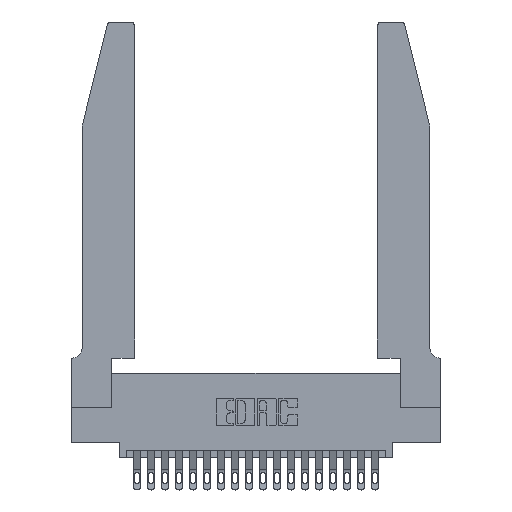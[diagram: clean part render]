
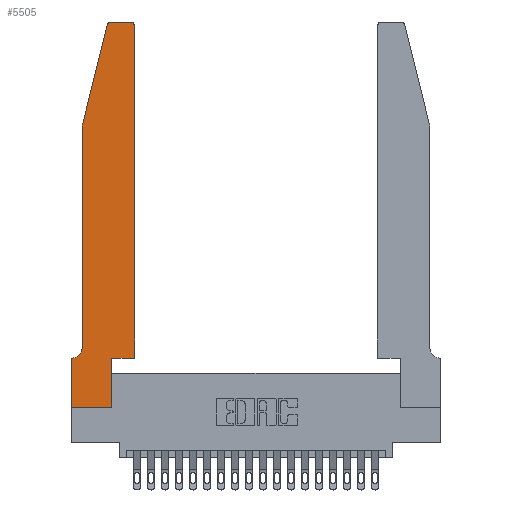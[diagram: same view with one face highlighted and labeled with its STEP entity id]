
A CAD part, top view. The second image highlights one B-rep face of the part: STEP entity #5505.
In plain terms, the highlighted planar face has unit normal (0, 0, 1).
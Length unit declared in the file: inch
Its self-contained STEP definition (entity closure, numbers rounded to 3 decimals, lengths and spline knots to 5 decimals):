
#732 = ORIENTED_EDGE ( 'NONE', *, *, #6914, .T. ) ;
#940 = AXIS2_PLACEMENT_3D ( 'NONE', #17737, #12823, #12890 ) ;
#1013 = CARTESIAN_POINT ( 'NONE',  ( 0.4505, 2.72, 0.37 ) ) ;
#1220 = CARTESIAN_POINT ( 'NONE',  ( 0.2865, 0.35, 0.37 ) ) ;
#1646 = CIRCLE ( 'NONE', #940, 0.03 ) ;
#1873 = VECTOR ( 'NONE', #11905, 39.37008 ) ;
#1875 = ORIENTED_EDGE ( 'NONE', *, *, #22454, .T. ) ;
#2087 = CARTESIAN_POINT ( 'NONE',  ( 0., 0.35, 0.37 ) ) ;
#2140 = CARTESIAN_POINT ( 'NONE',  ( 0.4505, 0.35, 0.37 ) ) ;
#2380 = EDGE_CURVE ( 'NONE', #11015, #19400, #21707, .T. ) ;
#2626 = DIRECTION ( 'NONE',  ( -1., 0., 0. ) ) ;
#2968 = VECTOR ( 'NONE', #6752, 39.37008 ) ;
#2988 = LINE ( 'NONE', #3429, #1873 ) ;
#3154 = EDGE_CURVE ( 'NONE', #4352, #21624, #14897, .T. ) ;
#3313 = CARTESIAN_POINT ( 'NONE',  ( 0.4505, 0.35, 0.37 ) ) ;
#3429 = CARTESIAN_POINT ( 'NONE',  ( 0.0755, 2., 0.37 ) ) ;
#3515 = VECTOR ( 'NONE', #9159, 39.37008 ) ;
#3648 = VERTEX_POINT ( 'NONE', #1013 ) ;
#3801 = CARTESIAN_POINT ( 'NONE',  ( 0., 0., 0.37 ) ) ;
#3812 = ORIENTED_EDGE ( 'NONE', *, *, #8498, .T. ) ;
#4149 = CARTESIAN_POINT ( 'NONE',  ( 0.0755, 0.42, 0.37 ) ) ;
#4352 = VERTEX_POINT ( 'NONE', #13737 ) ;
#4720 = PLANE ( 'NONE',  #16241 ) ;
#4739 = CARTESIAN_POINT ( 'NONE',  ( 0.25487, 2.72718, 0.37 ) ) ;
#4769 = EDGE_CURVE ( 'NONE', #21624, #11015, #18326, .T. ) ;
#5319 = DIRECTION ( 'NONE',  ( 0., 1., 0. ) ) ;
#5505 = ADVANCED_FACE ( 'NONE', ( #6055 ), #4720, .T. ) ;
#5623 = VECTOR ( 'NONE', #12659, 39.37008 ) ;
#5650 = ORIENTED_EDGE ( 'NONE', *, *, #4769, .T. ) ;
#6033 = EDGE_LOOP ( 'NONE', ( #7533, #3812, #732, #7303, #1875, #21064, #5650, #13734, #7546, #15892, #14764, #20962 ) ) ;
#6055 = FACE_OUTER_BOUND ( 'NONE', #6033, .T. ) ;
#6123 = DIRECTION ( 'NONE',  ( 0., 0., -1. ) ) ;
#6311 = LINE ( 'NONE', #2140, #3515 ) ;
#6489 = EDGE_CURVE ( 'NONE', #20955, #13912, #2988, .T. ) ;
#6752 = DIRECTION ( 'NONE',  ( -0.239, -0.971, 0. ) ) ;
#6914 = EDGE_CURVE ( 'NONE', #8774, #20955, #16068, .T. ) ;
#7031 = DIRECTION ( 'NONE',  ( 0., 0., 1. ) ) ;
#7044 = VECTOR ( 'NONE', #16005, 39.37008 ) ;
#7303 = ORIENTED_EDGE ( 'NONE', *, *, #6489, .T. ) ;
#7533 = ORIENTED_EDGE ( 'NONE', *, *, #12312, .T. ) ;
#7546 = ORIENTED_EDGE ( 'NONE', *, *, #10836, .T. ) ;
#8152 = DIRECTION ( 'NONE',  ( 0., -1., 0. ) ) ;
#8247 = EDGE_CURVE ( 'NONE', #3648, #10795, #15616, .T. ) ;
#8315 = DIRECTION ( 'NONE',  ( 1., 0., 0. ) ) ;
#8429 = CARTESIAN_POINT ( 'NONE',  ( 0., 0., 0.37 ) ) ;
#8498 = EDGE_CURVE ( 'NONE', #17325, #8774, #1646, .T. ) ;
#8774 = VERTEX_POINT ( 'NONE', #4739 ) ;
#8794 = VECTOR ( 'NONE', #8152, 39.37008 ) ;
#9151 = AXIS2_PLACEMENT_3D ( 'NONE', #17881, #20859, #13358 ) ;
#9159 = DIRECTION ( 'NONE',  ( 0., 1., 0. ) ) ;
#9605 = EDGE_CURVE ( 'NONE', #14938, #3648, #6311, .T. ) ;
#10125 = AXIS2_PLACEMENT_3D ( 'NONE', #13144, #6123, #18214 ) ;
#10356 = CARTESIAN_POINT ( 'NONE',  ( 0., 0.35, 0.37 ) ) ;
#10795 = VERTEX_POINT ( 'NONE', #17191 ) ;
#10814 = LINE ( 'NONE', #20090, #19268 ) ;
#10836 = EDGE_CURVE ( 'NONE', #19400, #14109, #15747, .T. ) ;
#10870 = CARTESIAN_POINT ( 'NONE',  ( 0., 0., 0.37 ) ) ;
#11015 = VERTEX_POINT ( 'NONE', #10870 ) ;
#11854 = CARTESIAN_POINT ( 'NONE',  ( 0.2865, 0., 0.37 ) ) ;
#11905 = DIRECTION ( 'NONE',  ( 0., -1., 0. ) ) ;
#12312 = EDGE_CURVE ( 'NONE', #10795, #17325, #12772, .T. ) ;
#12370 = EDGE_CURVE ( 'NONE', #14109, #14938, #10814, .T. ) ;
#12659 = DIRECTION ( 'NONE',  ( -1., 0., 0. ) ) ;
#12772 = LINE ( 'NONE', #16660, #17617 ) ;
#12823 = DIRECTION ( 'NONE',  ( 0., 0., 1. ) ) ;
#12890 = DIRECTION ( 'NONE',  ( 1., 0., 0. ) ) ;
#13144 = CARTESIAN_POINT ( 'NONE',  ( 0.0055, 0.42, 0.37 ) ) ;
#13358 = DIRECTION ( 'NONE',  ( 1., 0., 0. ) ) ;
#13676 = CARTESIAN_POINT ( 'NONE',  ( 0.0755, 2., 0.37 ) ) ;
#13734 = ORIENTED_EDGE ( 'NONE', *, *, #2380, .T. ) ;
#13737 = CARTESIAN_POINT ( 'NONE',  ( 0.0055, 0.35, 0.37 ) ) ;
#13912 = VERTEX_POINT ( 'NONE', #4149 ) ;
#14109 = VERTEX_POINT ( 'NONE', #1220 ) ;
#14764 = ORIENTED_EDGE ( 'NONE', *, *, #9605, .T. ) ;
#14897 = LINE ( 'NONE', #19474, #5623 ) ;
#14938 = VERTEX_POINT ( 'NONE', #3313 ) ;
#15080 = CARTESIAN_POINT ( 'NONE',  ( 0.284, 2.75, 0.37 ) ) ;
#15616 = CIRCLE ( 'NONE', #9151, 0.03 ) ;
#15747 = LINE ( 'NONE', #19011, #22301 ) ;
#15892 = ORIENTED_EDGE ( 'NONE', *, *, #12370, .T. ) ;
#16005 = DIRECTION ( 'NONE',  ( 1., 0., 0. ) ) ;
#16068 = LINE ( 'NONE', #13676, #2968 ) ;
#16241 = AXIS2_PLACEMENT_3D ( 'NONE', #10356, #7031, #8315 ) ;
#16352 = DIRECTION ( 'NONE',  ( 1., 0., 0. ) ) ;
#16660 = CARTESIAN_POINT ( 'NONE',  ( 0.2605, 2.75, 0.37 ) ) ;
#17191 = CARTESIAN_POINT ( 'NONE',  ( 0.4205, 2.75, 0.37 ) ) ;
#17325 = VERTEX_POINT ( 'NONE', #15080 ) ;
#17617 = VECTOR ( 'NONE', #2626, 39.37008 ) ;
#17737 = CARTESIAN_POINT ( 'NONE',  ( 0.284, 2.72, 0.37 ) ) ;
#17881 = CARTESIAN_POINT ( 'NONE',  ( 0.4205, 2.72, 0.37 ) ) ;
#18214 = DIRECTION ( 'NONE',  ( -1., 0., 0. ) ) ;
#18326 = LINE ( 'NONE', #8429, #8794 ) ;
#18853 = CARTESIAN_POINT ( 'NONE',  ( 0.0755, 2., 0.37 ) ) ;
#19011 = CARTESIAN_POINT ( 'NONE',  ( 0.2865, 0.35, 0.37 ) ) ;
#19268 = VECTOR ( 'NONE', #16352, 39.37008 ) ;
#19400 = VERTEX_POINT ( 'NONE', #11854 ) ;
#19474 = CARTESIAN_POINT ( 'NONE',  ( 0.0755, 0.35, 0.37 ) ) ;
#20090 = CARTESIAN_POINT ( 'NONE',  ( 0.4505, 0.35, 0.37 ) ) ;
#20770 = CIRCLE ( 'NONE', #10125, 0.07 ) ;
#20859 = DIRECTION ( 'NONE',  ( 0., 0., 1. ) ) ;
#20955 = VERTEX_POINT ( 'NONE', #18853 ) ;
#20962 = ORIENTED_EDGE ( 'NONE', *, *, #8247, .T. ) ;
#21064 = ORIENTED_EDGE ( 'NONE', *, *, #3154, .T. ) ;
#21624 = VERTEX_POINT ( 'NONE', #2087 ) ;
#21707 = LINE ( 'NONE', #3801, #7044 ) ;
#22301 = VECTOR ( 'NONE', #5319, 39.37008 ) ;
#22454 = EDGE_CURVE ( 'NONE', #13912, #4352, #20770, .T. ) ;
